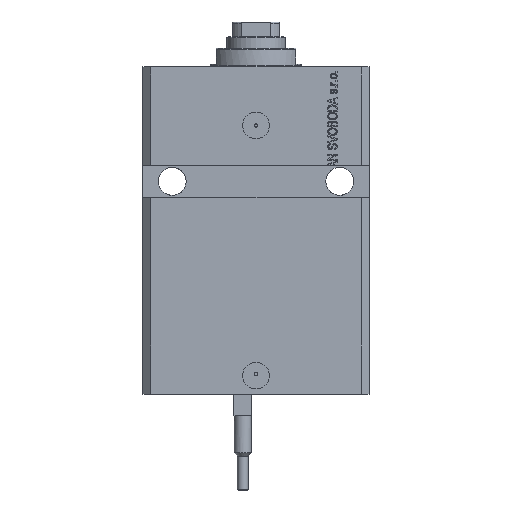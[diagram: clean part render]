
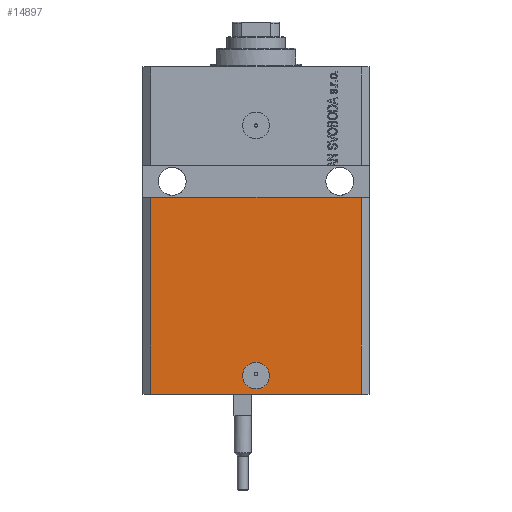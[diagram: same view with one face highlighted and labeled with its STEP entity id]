
A CAD part, front view. The second image highlights one B-rep face of the part: STEP entity #14897.
In plain terms, the highlighted planar face has unit normal (0, -1, 0).
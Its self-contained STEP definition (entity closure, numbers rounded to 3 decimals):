
#412 = CARTESIAN_POINT ( 'NONE',  ( 39.5, -31.5, -123. ) ) ;
#1362 = ORIENTED_EDGE ( 'NONE', *, *, #34101, .F. ) ;
#1993 = FACE_OUTER_BOUND ( 'NONE', #15349, .T. ) ;
#4479 = ORIENTED_EDGE ( 'NONE', *, *, #16062, .T. ) ;
#4961 = VERTEX_POINT ( 'NONE', #24162 ) ;
#5219 = EDGE_CURVE ( 'NONE', #44601, #42969, #22541, .T. ) ;
#9588 = FACE_BOUND ( 'NONE', #34355, .T. ) ;
#10084 = EDGE_CURVE ( 'NONE', #36512, #38611, #10148, .T. ) ;
#10148 = LINE ( 'NONE', #27771, #30999 ) ;
#10406 = CARTESIAN_POINT ( 'NONE',  ( 0., -31.5, -116. ) ) ;
#14426 = CARTESIAN_POINT ( 'NONE',  ( -39.5, -31.5, -123. ) ) ;
#14897 = ADVANCED_FACE ( 'NONE', ( #9588, #1993 ), #43089, .T. ) ;
#15349 = EDGE_LOOP ( 'NONE', ( #33629, #32331, #4479, #35316 ) ) ;
#15688 = CARTESIAN_POINT ( 'NONE',  ( 0., -31.5, -116. ) ) ;
#16062 = EDGE_CURVE ( 'NONE', #4961, #36512, #40108, .T. ) ;
#16165 = CARTESIAN_POINT ( 'NONE',  ( -42.5, -31.5, -49. ) ) ;
#16431 = AXIS2_PLACEMENT_3D ( 'NONE', #15688, #38917, #30351 ) ;
#20808 = VECTOR ( 'NONE', #32641, 1000. ) ;
#21133 = ORIENTED_EDGE ( 'NONE', *, *, #5219, .F. ) ;
#22375 = LINE ( 'NONE', #16165, #37864 ) ;
#22541 = CIRCLE ( 'NONE', #39574, 5. ) ;
#24162 = CARTESIAN_POINT ( 'NONE',  ( -39.5, -31.5, -123. ) ) ;
#24591 = DIRECTION ( 'NONE',  ( 0., 0., 1. ) ) ;
#25197 = CARTESIAN_POINT ( 'NONE',  ( 39.5, -31.5, -49. ) ) ;
#25862 = VERTEX_POINT ( 'NONE', #29223 ) ;
#27771 = CARTESIAN_POINT ( 'NONE',  ( 39.5, -31.5, -123. ) ) ;
#28500 = CARTESIAN_POINT ( 'NONE',  ( 5., -31.5, -116. ) ) ;
#28916 = CIRCLE ( 'NONE', #16431, 5. ) ;
#29223 = CARTESIAN_POINT ( 'NONE',  ( -39.5, -31.5, -49. ) ) ;
#30351 = DIRECTION ( 'NONE',  ( 1., 0., 0. ) ) ;
#30999 = VECTOR ( 'NONE', #24591, 1000. ) ;
#31062 = DIRECTION ( 'NONE',  ( 1., 0., 0. ) ) ;
#31578 = CARTESIAN_POINT ( 'NONE',  ( -39.5, -31.5, -123. ) ) ;
#31708 = EDGE_CURVE ( 'NONE', #4961, #25862, #40003, .T. ) ;
#32331 = ORIENTED_EDGE ( 'NONE', *, *, #31708, .F. ) ;
#32641 = DIRECTION ( 'NONE',  ( 0., 0., 1. ) ) ;
#33629 = ORIENTED_EDGE ( 'NONE', *, *, #47991, .F. ) ;
#34101 = EDGE_CURVE ( 'NONE', #42969, #44601, #28916, .T. ) ;
#34355 = EDGE_LOOP ( 'NONE', ( #1362, #21133 ) ) ;
#35316 = ORIENTED_EDGE ( 'NONE', *, *, #10084, .T. ) ;
#36071 = DIRECTION ( 'NONE',  ( 1., 0., 0. ) ) ;
#36512 = VERTEX_POINT ( 'NONE', #412 ) ;
#37864 = VECTOR ( 'NONE', #31062, 1000. ) ;
#38611 = VERTEX_POINT ( 'NONE', #25197 ) ;
#38917 = DIRECTION ( 'NONE',  ( 0., -1., 0. ) ) ;
#39574 = AXIS2_PLACEMENT_3D ( 'NONE', #10406, #47584, #36071 ) ;
#40003 = LINE ( 'NONE', #43903, #20808 ) ;
#40108 = LINE ( 'NONE', #14426, #44512 ) ;
#41984 = CARTESIAN_POINT ( 'NONE',  ( -5., -31.5, -116. ) ) ;
#42969 = VERTEX_POINT ( 'NONE', #28500 ) ;
#43089 = PLANE ( 'NONE',  #46030 ) ;
#43903 = CARTESIAN_POINT ( 'NONE',  ( -39.5, -31.5, -123. ) ) ;
#44006 = DIRECTION ( 'NONE',  ( 1., 0., 0. ) ) ;
#44512 = VECTOR ( 'NONE', #44006, 1000. ) ;
#44601 = VERTEX_POINT ( 'NONE', #41984 ) ;
#46030 = AXIS2_PLACEMENT_3D ( 'NONE', #31578, #47013, #46527 ) ;
#46527 = DIRECTION ( 'NONE',  ( 0., 0., -1. ) ) ;
#47013 = DIRECTION ( 'NONE',  ( 0., -1., 0. ) ) ;
#47584 = DIRECTION ( 'NONE',  ( 0., -1., 0. ) ) ;
#47991 = EDGE_CURVE ( 'NONE', #25862, #38611, #22375, .T. ) ;
